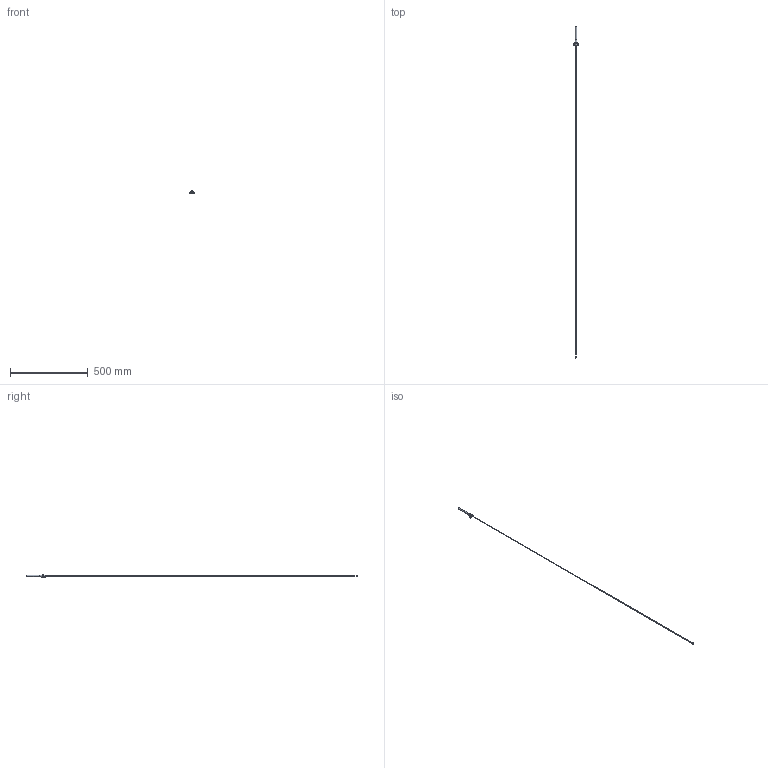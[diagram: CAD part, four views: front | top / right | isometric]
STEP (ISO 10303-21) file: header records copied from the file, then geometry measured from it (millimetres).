
FILE_DESCRIPTION (( 'STEP AP214' ), '1' );
FILE_NAME ('AS-ANT-VEH-EU-20SMA-00-R00.STEP', '2022-06-28T10:18:53', ( '' ), ( '' ), 'SwSTEP 2.0', 'SolidWorks 2020', '' );
FILE_SCHEMA (( 'AUTOMOTIVE_DESIGN' ));
Length unit declared in the file: millimetre
Products named in the file (1): AS-ANT-VEH-EU-20SMA-00-R00
Bounding box: 31.19 x 2134.1 x 14.5 mm (x, y, z)
Volume: 34602.6 mm3; surface area: 29803.3 mm2
Topology: 5 solids, 5 shells, 116 faces, 278 edges, 174 vertices
Faces by surface type: cylinder 60, plane 29, torus 14, bspline 7, cone 4, sphere 2
Entity records: 5831 total; most frequent: CARTESIAN_POINT 3239, ORIENTED_EDGE 546, DIRECTION 505, EDGE_CURVE 273, AXIS2_PLACEMENT_3D 208, VERTEX_POINT 173, EDGE_LOOP 128, ADVANCED_FACE 116
